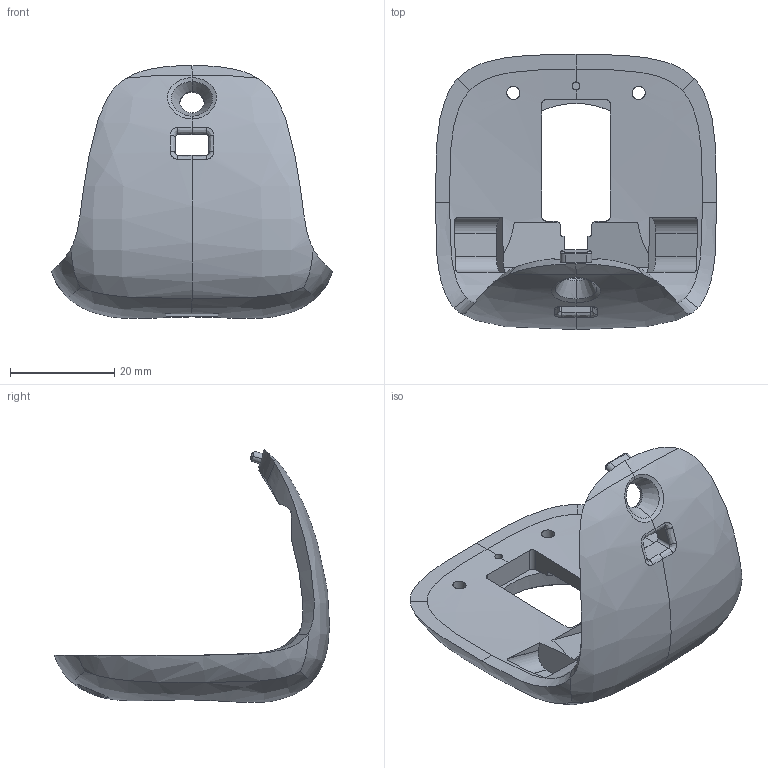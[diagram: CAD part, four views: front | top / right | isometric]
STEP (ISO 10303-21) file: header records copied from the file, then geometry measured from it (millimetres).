
FILE_DESCRIPTION(/* description */ (''),/* implementation_level */ '2;1');
FILE_NAME(/* name */ '身体前壳.step',/* time_stamp */ '2022-03-15T10:53:33+08:00',/* author */ (''),/* organization */ (''),/* preprocessor_version */ 'ST-DEVELOPER v18.1',/* originating_system */ 'Autodesk Translation Framework v10.13.0.1454',/* authorisation */ '');
FILE_SCHEMA (('AUTOMOTIVE_DESIGN { 1 0 10303 214 3 1 1 }'));
Length unit declared in the file: millimetre
Products named in the file (1): 身体前壳
Bounding box: 53.9 x 52.73 x 48.47 mm (x, y, z)
Volume: 16545.1 mm3; surface area: 9686 mm2
Topology: 1 solids, 1 shells, 166 faces, 468 edges, 301 vertices
Faces by surface type: plane 64, bspline 52, cylinder 40, cone 6, torus 4
Full cylindrical faces by diameter (mm): 1.5 x4, 2.5 x2, 5 x2, 32 x1
Entity records: 30776 total; most frequent: CARTESIAN_POINT 26997, ORIENTED_EDGE 936, DIRECTION 541, EDGE_CURVE 468, VERTEX_POINT 301, B_SPLINE_CURVE_WITH_KNOTS 232, AXIS2_PLACEMENT_3D 196, EDGE_LOOP 175
